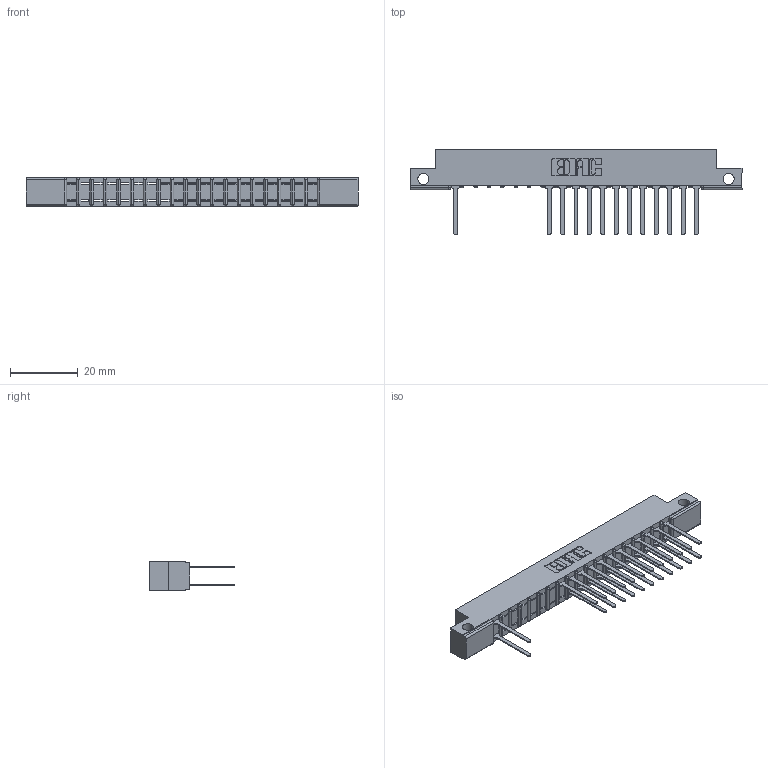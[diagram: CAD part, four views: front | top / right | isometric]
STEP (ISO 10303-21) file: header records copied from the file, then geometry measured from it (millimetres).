
FILE_DESCRIPTION (( 'STEP AP203' ), '1' );
FILE_NAME ('307-038-542-212.STEP', '2018-08-05T11:53:10', ( '' ), ( '' ), 'SwSTEP 2.0', 'SolidWorks 2016', '' );
FILE_SCHEMA (( 'CONFIG_CONTROL_DESIGN' ));
Length unit declared in the file: inch
Products named in the file (3): 307 Part_.128 Dia Side Mounting Holes; 307-290-001_542; 307-038-542-212
Assembly tree (26 placements, depth 2):
  307-038-542-212
    307 Part_.128 Dia Side Mounting Holes
    307-290-001_542  x25
Bounding box: 98.3 x 25.43 x 8.71 mm (x, y, z)
Volume: 6281.3 mm3; surface area: 10337.5 mm2
Topology: 26 solids, 26 shells, 1418 faces, 3989 edges, 2570 vertices
Faces by surface type: plane 923, cylinder 455, sphere 40
Entity records: 19286 total; most frequent: CARTESIAN_POINT 3214, ORIENTED_EDGE 3194, DIRECTION 3145, EDGE_CURVE 1597, LINE 1215, VECTOR 1215, VERTEX_POINT 1034, AXIS2_PLACEMENT_3D 965
